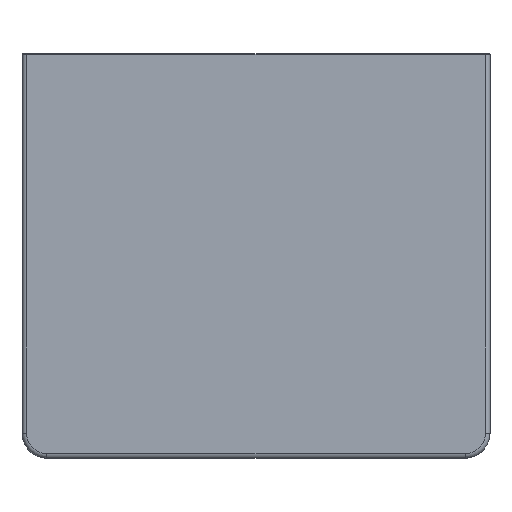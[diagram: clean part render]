
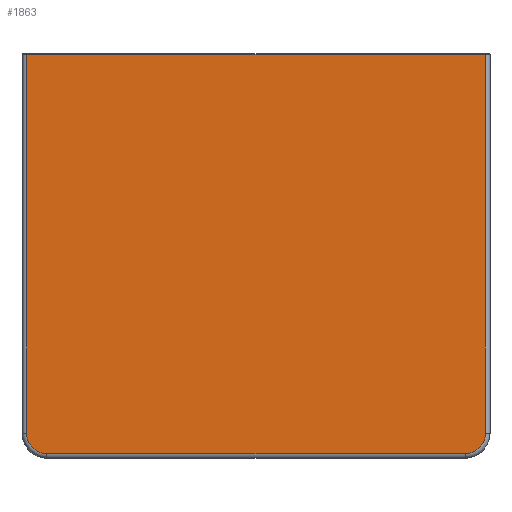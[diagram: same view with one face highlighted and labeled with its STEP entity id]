
A CAD part, top view. The second image highlights one B-rep face of the part: STEP entity #1863.
In plain terms, the highlighted planar face has unit normal (0, 0, 1).
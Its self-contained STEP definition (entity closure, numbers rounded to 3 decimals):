
#1256=CARTESIAN_POINT('',(64986.851,-7028.384,1039.0));
#1257=VERTEX_POINT('',#1256);
#1289=CARTESIAN_POINT('',(65390.851,-7028.384,1039.0));
#1290=VERTEX_POINT('',#1289);
#1304=CARTESIAN_POINT('',(65390.851,-7028.384,1039.0));
#1305=DIRECTION('',(-1.0,0.0,0.0));
#1306=VECTOR('',#1305,404.);
#1307=LINE('',#1304,#1306);
#1308=EDGE_CURVE('',#1290,#1257,#1307,.T.);
#1646=CARTESIAN_POINT('',(65390.851,-7361.884,1039.0));
#1647=VERTEX_POINT('',#1646);
#1648=CARTESIAN_POINT('',(65390.851,-7361.884,1039.0));
#1649=DIRECTION('',(0.0,1.0,0.0));
#1650=VECTOR('',#1649,333.5);
#1651=LINE('',#1648,#1650);
#1652=EDGE_CURVE('',#1647,#1290,#1651,.T.);
#1672=CARTESIAN_POINT('',(65372.851,-7379.884,1039.0));
#1673=VERTEX_POINT('',#1672);
#1689=CARTESIAN_POINT('',(65372.851,-7361.884,1039.0));
#1690=DIRECTION('',(0.0,0.0,1.0));
#1691=DIRECTION('',(1.0,0.,0.0));
#1692=AXIS2_PLACEMENT_3D('',#1689,#1690,#1691);
#1693=CIRCLE('',#1692,18.);
#1694=EDGE_CURVE('',#1673,#1647,#1693,.T.);
#1706=CARTESIAN_POINT('',(65004.851,-7379.884,1039.0));
#1707=VERTEX_POINT('',#1706);
#1722=CARTESIAN_POINT('',(65004.851,-7379.884,1039.0));
#1723=DIRECTION('',(1.0,0.0,0.0));
#1724=VECTOR('',#1723,368.0);
#1725=LINE('',#1722,#1724);
#1726=EDGE_CURVE('',#1707,#1673,#1725,.T.);
#1738=CARTESIAN_POINT('',(64986.851,-7361.884,1039.0));
#1739=VERTEX_POINT('',#1738);
#1755=CARTESIAN_POINT('',(65004.851,-7361.884,1039.0));
#1756=DIRECTION('',(0.0,0.0,1.0));
#1757=DIRECTION('',(0.0,-1.0,0.0));
#1758=AXIS2_PLACEMENT_3D('',#1755,#1756,#1757);
#1759=CIRCLE('',#1758,18.);
#1760=EDGE_CURVE('',#1739,#1707,#1759,.T.);
#1778=CARTESIAN_POINT('',(64986.851,-7028.384,1039.0));
#1779=DIRECTION('',(0.0,-1.0,0.0));
#1780=VECTOR('',#1779,333.5);
#1781=LINE('',#1778,#1780);
#1782=EDGE_CURVE('',#1257,#1739,#1781,.T.);
#1850=CARTESIAN_POINT('',(65188.851,-7379.885,1039.0));
#1851=DIRECTION('',(0.0,0.0,1.0));
#1852=DIRECTION('',(1.0,0.0,0.0));
#1853=AXIS2_PLACEMENT_3D('',#1850,#1851,#1852);
#1854=PLANE('',#1853);
#1855=ORIENTED_EDGE('',*,*,#1308,.T.);
#1856=ORIENTED_EDGE('',*,*,#1782,.T.);
#1857=ORIENTED_EDGE('',*,*,#1760,.T.);
#1858=ORIENTED_EDGE('',*,*,#1726,.T.);
#1859=ORIENTED_EDGE('',*,*,#1694,.T.);
#1860=ORIENTED_EDGE('',*,*,#1652,.T.);
#1861=EDGE_LOOP('',(#1855,#1856,#1857,#1858,#1859,#1860));
#1862=FACE_OUTER_BOUND('',#1861,.T.);
#1863=ADVANCED_FACE('',(#1862),#1854,.T.);
